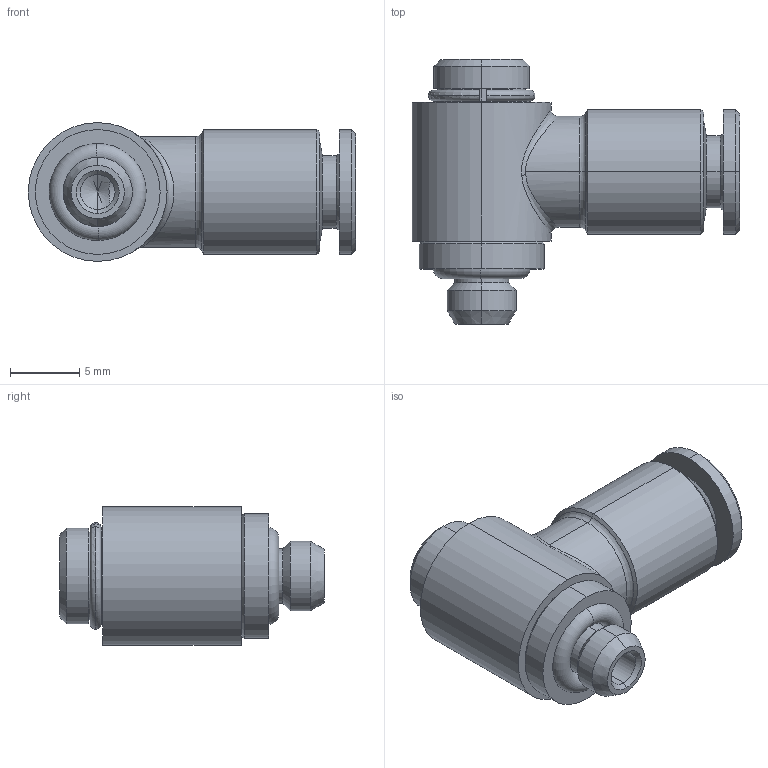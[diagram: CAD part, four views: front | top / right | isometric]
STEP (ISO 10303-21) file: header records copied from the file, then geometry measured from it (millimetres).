
FILE_DESCRIPTION (( 'STEP AP203' ), '1' );
FILE_NAME ('A0080010.STEP', '2009-02-06T16:02:41', ( 'UT1' ), ( '' ), 'SwSTEP 2.0', 'SolidWorks 2009', '' );
FILE_SCHEMA (( 'CONFIG_CONTROL_DESIGN' ));
Length unit declared in the file: millimetre
Products named in the file (1): A0080010
Bounding box: 23.6 x 19.1 x 10 mm (x, y, z)
Volume: 1597.6 mm3; surface area: 1535.5 mm2
Topology: 2 solids, 2 shells, 95 faces, 203 edges, 118 vertices
Faces by surface type: cone 30, cylinder 30, plane 27, torus 6, bspline 2
Entity records: 3062 total; most frequent: CARTESIAN_POINT 930, DIRECTION 462, ORIENTED_EDGE 398, EDGE_CURVE 199, AXIS2_PLACEMENT_3D 191, VERTEX_POINT 118, EDGE_LOOP 107, CIRCLE 97
